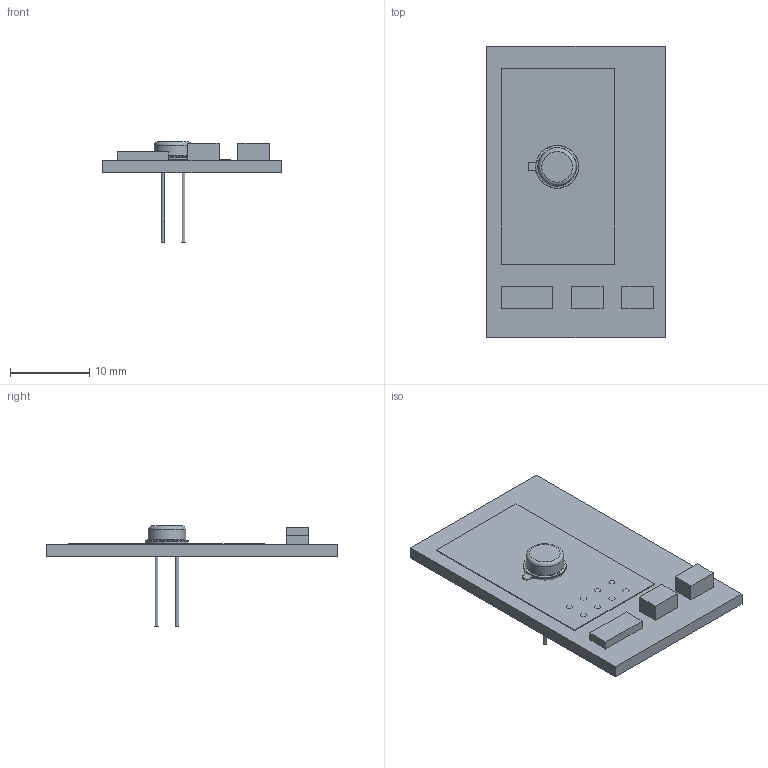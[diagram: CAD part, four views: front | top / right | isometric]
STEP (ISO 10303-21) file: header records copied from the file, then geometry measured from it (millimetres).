
FILE_DESCRIPTION(/* description */ (''),/* implementation_level */ '2;1');
FILE_NAME(/* name */ '6b712aa9-6f3b-432c-b7c4-e4d492afbda5.stp',/* time_stamp */ '2022-01-19T12:40:43+00:00',/* author */ (''),/* organization */ (''),/* preprocessor_version */ 'ST-DEVELOPER v18.1',/* originating_system */ 'Autodesk Translation Framework v10.13.0.1454',/* authorisation */ '');
FILE_SCHEMA (('AUTOMOTIVE_DESIGN { 1 0 10303 214 3 1 1 }'));
Length unit declared in the file: millimetre
Products named in the file (7): 6b712aa9-6f3b-432c-b7c4-e4d492afbda5; PCB Component; Board; 02P; 03P; 2N2222; ESP01
Assembly tree (7 placements, depth 3):
  6b712aa9-6f3b-432c-b7c4-e4d492afbda5
    PCB Component
      Board
      02P  x2
      03P
      2N2222
      ESP01
Bounding box: 22.53 x 36.82 x 12.69 mm (x, y, z)
Volume: 1412.2 mm3; surface area: 2977.8 mm2
Topology: 13 solids, 13 shells, 98 faces, 218 edges, 144 vertices
Faces by surface type: plane 50, cylinder 37, torus 5, bspline 3, cone 3
Full cylindrical faces by diameter (mm): 0.445 x3, 0.8 x8, 0.813 x3, 0.914 x7, 1.118 x6, 4.369 x1, 4.75 x1
Entity records: 3089 total; most frequent: CARTESIAN_POINT 604, DIRECTION 510, ORIENTED_EDGE 412, EDGE_CURVE 206, AXIS2_PLACEMENT_3D 205, VERTEX_POINT 136, EDGE_LOOP 132, CIRCLE 102
